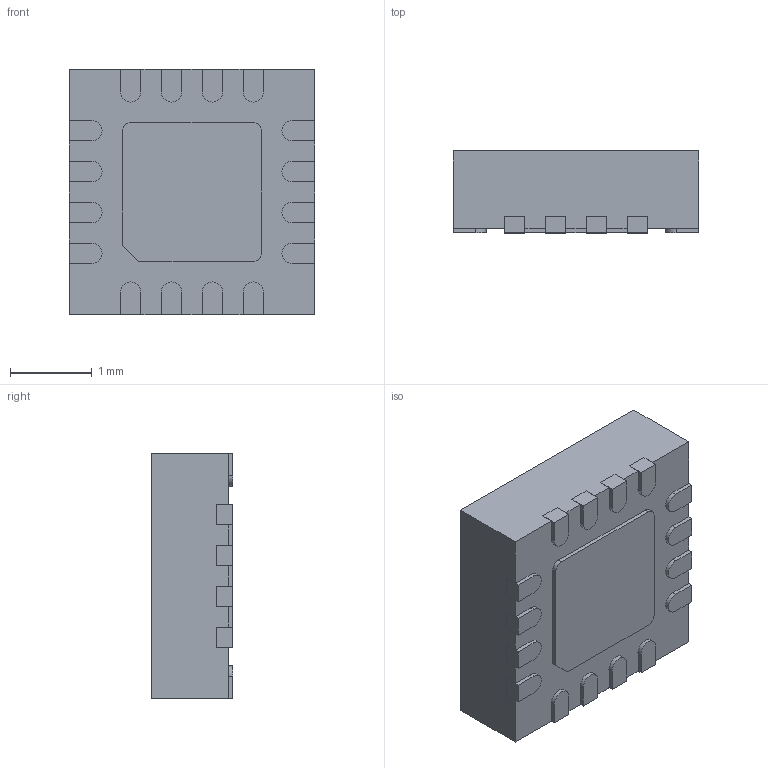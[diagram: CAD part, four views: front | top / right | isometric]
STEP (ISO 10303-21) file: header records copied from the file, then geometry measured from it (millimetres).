
FILE_DESCRIPTION (( 'STEP AP214' ), '1' );
FILE_NAME ('STSPIN220.STEP', '2024-01-26T13:03:19', ( 'LENOVO' ), ( '' ), 'SwSTEP 2.0', 'SolidWorks 2021', '' );
FILE_SCHEMA (( 'AUTOMOTIVE_DESIGN' ));
Length unit declared in the file: millimetre
Products named in the file (1): STSPIN220
Bounding box: 3 x 1 x 3 mm (x, y, z)
Volume: 8.8 mm3; surface area: 46.1 mm2
Topology: 19 solids, 19 shells, 200 faces, 480 edges, 320 vertices
Faces by surface type: plane 150, cylinder 50
Entity records: 5980 total; most frequent: CARTESIAN_POINT 1001, DIRECTION 982, ORIENTED_EDGE 960, EDGE_CURVE 480, VECTOR 380, LINE 380, VERTEX_POINT 320, AXIS2_PLACEMENT_3D 301
